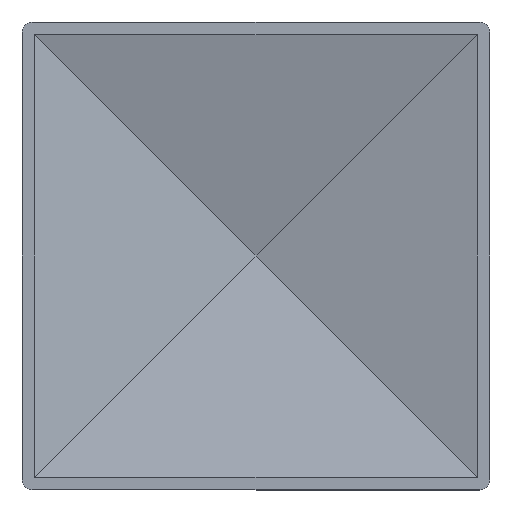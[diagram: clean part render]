
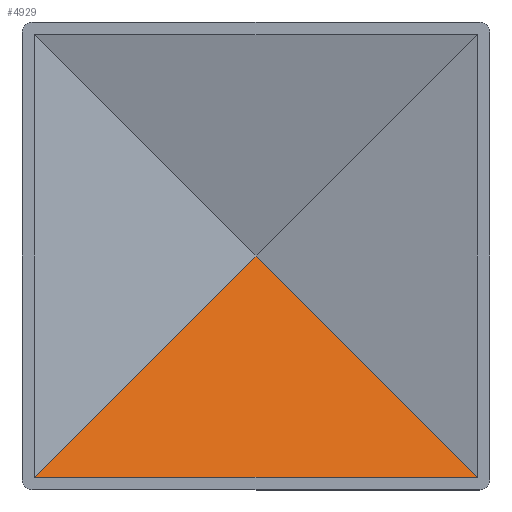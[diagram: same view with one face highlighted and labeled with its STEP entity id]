
A CAD part, front view. The second image highlights one B-rep face of the part: STEP entity #4929.
In plain terms, the highlighted planar face has unit normal (0, -0.968, 0.25).
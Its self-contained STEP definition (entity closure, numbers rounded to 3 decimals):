
#200 = VERTEX_POINT ( 'NONE', #1807 ) ;
#688 = ORIENTED_EDGE ( 'NONE', *, *, #8473, .F. ) ;
#971 = VERTEX_POINT ( 'NONE', #4021 ) ;
#1807 = CARTESIAN_POINT ( 'NONE',  ( -30.7, 6.268, -30.7 ) ) ;
#1814 = CARTESIAN_POINT ( 'NONE',  ( 0., 14.19, 0. ) ) ;
#1913 = CARTESIAN_POINT ( 'NONE',  ( -17.498, 9.674, -17.498 ) ) ;
#2505 = DIRECTION ( 'NONE',  ( 0., 0.968, -0.25 ) ) ;
#2512 = CARTESIAN_POINT ( 'NONE',  ( 17.498, 9.674, -17.498 ) ) ;
#3060 = VECTOR ( 'NONE', #9831, 1000. ) ;
#3806 = EDGE_CURVE ( 'NONE', #971, #200, #9388, .T. ) ;
#4021 = CARTESIAN_POINT ( 'NONE',  ( 30.7, 6.268, -30.7 ) ) ;
#4337 = ORIENTED_EDGE ( 'NONE', *, *, #10419, .T. ) ;
#4929 = ADVANCED_FACE ( 'NONE', ( #9788 ), #7849, .F. ) ;
#4932 = ORIENTED_EDGE ( 'NONE', *, *, #3806, .F. ) ;
#5250 = AXIS2_PLACEMENT_3D ( 'NONE', #7810, #2505, #9626 ) ;
#5866 = LINE ( 'NONE', #2512, #10316 ) ;
#6495 = VERTEX_POINT ( 'NONE', #1814 ) ;
#6842 = DIRECTION ( 'NONE',  ( 0.696, -0.18, -0.696 ) ) ;
#6872 = DIRECTION ( 'NONE',  ( -1., 0., 0. ) ) ;
#7810 = CARTESIAN_POINT ( 'NONE',  ( 32.5, 13.304, -3.433 ) ) ;
#7849 = PLANE ( 'NONE',  #5250 ) ;
#8339 = LINE ( 'NONE', #1913, #3060 ) ;
#8473 = EDGE_CURVE ( 'NONE', #6495, #971, #5866, .T. ) ;
#8610 = CARTESIAN_POINT ( 'NONE',  ( -32.5, 6.268, -30.7 ) ) ;
#9388 = LINE ( 'NONE', #8610, #11017 ) ;
#9626 = DIRECTION ( 'NONE',  ( 0., 0.25, 0.968 ) ) ;
#9788 = FACE_OUTER_BOUND ( 'NONE', #11356, .T. ) ;
#9831 = DIRECTION ( 'NONE',  ( -0.696, -0.18, -0.696 ) ) ;
#10316 = VECTOR ( 'NONE', #6842, 1000. ) ;
#10419 = EDGE_CURVE ( 'NONE', #6495, #200, #8339, .T. ) ;
#11017 = VECTOR ( 'NONE', #6872, 1000. ) ;
#11356 = EDGE_LOOP ( 'NONE', ( #4337, #4932, #688 ) ) ;
